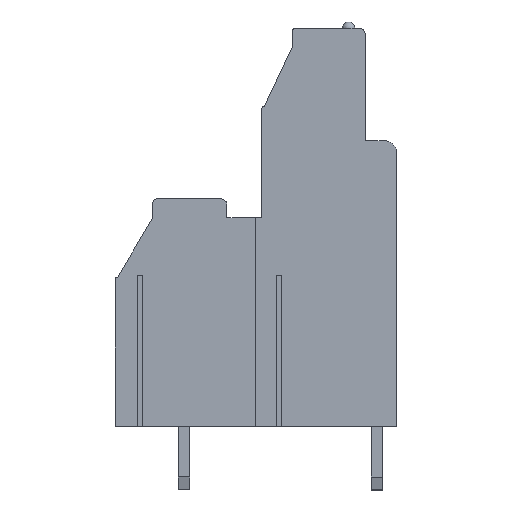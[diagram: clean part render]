
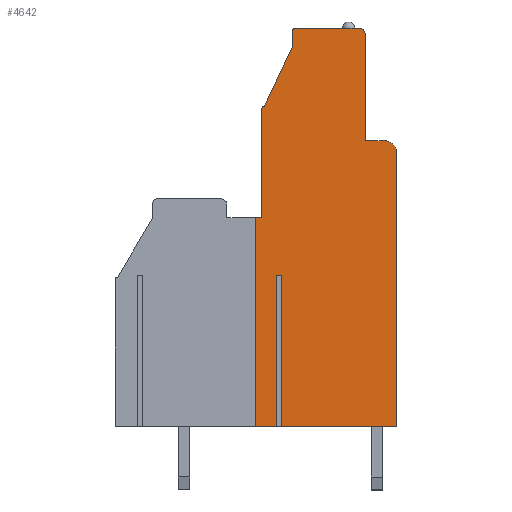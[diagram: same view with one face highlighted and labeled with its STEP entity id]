
A CAD part, top view. The second image highlights one B-rep face of the part: STEP entity #4642.
In plain terms, the highlighted planar face has unit normal (0, 0, 1).
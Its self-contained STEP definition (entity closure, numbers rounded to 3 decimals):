
#13=DIRECTION('',(0.,-1.,0.));
#14=VECTOR('',#13,8.6);
#15=CARTESIAN_POINT('',(-5.15,8.6,17.78));
#16=LINE('',#15,#14);
#17=CARTESIAN_POINT('',(-4.95,8.6,17.78));
#18=DIRECTION('',(0.,0.,1.));
#19=DIRECTION('',(0.,1.,0.));
#20=AXIS2_PLACEMENT_3D('',#17,#18,#19);
#22=DIRECTION('',(-0.424,-0.906,0.));
#23=VECTOR('',#22,5.189);
#24=CARTESIAN_POINT('',(-2.75,13.5,17.78));
#25=LINE('',#24,#23);
#26=DIRECTION('',(0.,-1.,0.));
#27=VECTOR('',#26,1.2);
#28=CARTESIAN_POINT('',(-2.75,14.7,17.78));
#29=LINE('',#28,#27);
#30=CARTESIAN_POINT('',(-2.45,14.7,17.78));
#31=DIRECTION('',(0.,0.,1.));
#32=DIRECTION('',(0.,1.,0.));
#33=AXIS2_PLACEMENT_3D('',#30,#31,#32);
#35=DIRECTION('',(-1.,0.,0.));
#36=VECTOR('',#35,5.);
#37=CARTESIAN_POINT('',(2.55,15.,17.78));
#38=LINE('',#37,#36);
#39=CARTESIAN_POINT('',(2.55,14.5,17.78));
#40=DIRECTION('',(0.,0.,1.));
#41=DIRECTION('',(1.,0.,0.));
#42=AXIS2_PLACEMENT_3D('',#39,#40,#41);
#44=DIRECTION('',(0.,1.,0.));
#45=VECTOR('',#44,8.4);
#46=CARTESIAN_POINT('',(3.05,6.1,17.78));
#47=LINE('',#46,#45);
#48=DIRECTION('',(-1.,0.,0.));
#49=VECTOR('',#48,1.5);
#50=CARTESIAN_POINT('',(4.55,6.1,17.78));
#51=LINE('',#50,#49);
#52=CARTESIAN_POINT('',(4.55,5.1,17.78));
#53=DIRECTION('',(0.,0.,1.));
#54=DIRECTION('',(1.,0.,0.));
#55=AXIS2_PLACEMENT_3D('',#52,#53,#54);
#57=DIRECTION('',(0.,1.,0.));
#58=VECTOR('',#57,21.6);
#59=CARTESIAN_POINT('',(5.55,-16.5,17.78));
#60=LINE('',#59,#58);
#61=DIRECTION('',(0.,1.,0.));
#62=VECTOR('',#61,11.95);
#63=CARTESIAN_POINT('',(-3.56,-16.5,17.78));
#64=LINE('',#63,#62);
#65=DIRECTION('',(-1.,0.,0.));
#66=VECTOR('',#65,0.38);
#67=CARTESIAN_POINT('',(-3.56,-4.55,17.78));
#68=LINE('',#67,#66);
#69=DIRECTION('',(0.,1.,0.));
#70=VECTOR('',#69,11.95);
#71=CARTESIAN_POINT('',(-3.94,-16.5,17.78));
#72=LINE('',#71,#70);
#77=DIRECTION('',(0.,-1.,0.));
#78=VECTOR('',#77,16.5);
#79=CARTESIAN_POINT('',(-5.65,0.,17.78));
#80=LINE('',#79,#78);
#174=DIRECTION('',(1.,0.,0.));
#175=VECTOR('',#174,1.71);
#176=CARTESIAN_POINT('',(-5.65,-16.5,17.78));
#177=LINE('',#176,#175);
#200=DIRECTION('',(1.,0.,0.));
#201=VECTOR('',#200,9.11);
#202=CARTESIAN_POINT('',(-3.56,-16.5,17.78));
#203=LINE('',#202,#201);
#600=DIRECTION('',(-1.,0.,0.));
#601=VECTOR('',#600,0.5);
#602=CARTESIAN_POINT('',(-5.15,0.,17.78));
#603=LINE('',#602,#601);
#3551=CARTESIAN_POINT('',(5.55,-16.5,17.78));
#3552=CARTESIAN_POINT('',(5.55,5.1,17.78));
#3553=VERTEX_POINT('',#3551);
#3554=VERTEX_POINT('',#3552);
#3555=CARTESIAN_POINT('',(4.55,6.1,17.78));
#3556=VERTEX_POINT('',#3555);
#3557=CARTESIAN_POINT('',(3.05,6.1,17.78));
#3558=VERTEX_POINT('',#3557);
#3559=CARTESIAN_POINT('',(3.05,14.5,17.78));
#3560=VERTEX_POINT('',#3559);
#3561=CARTESIAN_POINT('',(2.55,15.,17.78));
#3562=VERTEX_POINT('',#3561);
#3563=CARTESIAN_POINT('',(-2.45,15.,17.78));
#3564=VERTEX_POINT('',#3563);
#3565=CARTESIAN_POINT('',(-2.75,14.7,17.78));
#3566=VERTEX_POINT('',#3565);
#3567=CARTESIAN_POINT('',(-2.75,13.5,17.78));
#3568=VERTEX_POINT('',#3567);
#3569=CARTESIAN_POINT('',(-4.95,8.8,17.78));
#3570=VERTEX_POINT('',#3569);
#3571=CARTESIAN_POINT('',(-5.15,8.6,17.78));
#3572=VERTEX_POINT('',#3571);
#3573=CARTESIAN_POINT('',(-5.15,0.,17.78));
#3574=VERTEX_POINT('',#3573);
#3619=CARTESIAN_POINT('',(-3.56,-4.55,17.78));
#3620=CARTESIAN_POINT('',(-3.94,-4.55,17.78));
#3621=VERTEX_POINT('',#3619);
#3622=VERTEX_POINT('',#3620);
#3623=CARTESIAN_POINT('',(-3.94,-16.5,17.78));
#3624=VERTEX_POINT('',#3623);
#3625=CARTESIAN_POINT('',(-3.56,-16.5,17.78));
#3626=VERTEX_POINT('',#3625);
#3781=CARTESIAN_POINT('',(-5.65,-16.5,17.78));
#3783=VERTEX_POINT('',#3781);
#3785=CARTESIAN_POINT('',(-5.65,0.,17.78));
#3786=VERTEX_POINT('',#3785);
#4599=CARTESIAN_POINT('',(0.,0.,17.78));
#4600=DIRECTION('',(0.,0.,1.));
#4601=DIRECTION('',(1.,0.,0.));
#4602=AXIS2_PLACEMENT_3D('',#4599,#4600,#4601);
#4603=PLANE('',#4602);
#4605=ORIENTED_EDGE('',*,*,#4604,.F.);
#4607=ORIENTED_EDGE('',*,*,#4606,.F.);
#4609=ORIENTED_EDGE('',*,*,#4608,.F.);
#4611=ORIENTED_EDGE('',*,*,#4610,.F.);
#4613=ORIENTED_EDGE('',*,*,#4612,.F.);
#4615=ORIENTED_EDGE('',*,*,#4614,.F.);
#4617=ORIENTED_EDGE('',*,*,#4616,.F.);
#4619=ORIENTED_EDGE('',*,*,#4618,.F.);
#4621=ORIENTED_EDGE('',*,*,#4620,.F.);
#4623=ORIENTED_EDGE('',*,*,#4622,.F.);
#4625=ORIENTED_EDGE('',*,*,#4624,.F.);
#4627=ORIENTED_EDGE('',*,*,#4626,.F.);
#4629=ORIENTED_EDGE('',*,*,#4628,.F.);
#4631=ORIENTED_EDGE('',*,*,#4630,.F.);
#4633=ORIENTED_EDGE('',*,*,#4632,.T.);
#4635=ORIENTED_EDGE('',*,*,#4634,.T.);
#4637=ORIENTED_EDGE('',*,*,#4636,.F.);
#4639=ORIENTED_EDGE('',*,*,#4638,.F.);
#4640=EDGE_LOOP('',(#4605,#4607,#4609,#4611,#4613,#4615,#4617,#4619,#4621,#4623,
#4625,#4627,#4629,#4631,#4633,#4635,#4637,#4639));
#4641=FACE_OUTER_BOUND('',#4640,.F.);
#21=CIRCLE('',#20,0.2);
#34=CIRCLE('',#33,0.3);
#43=CIRCLE('',#42,0.5);
#56=CIRCLE('',#55,1.);
#4604=EDGE_CURVE('',#3786,#3783,#80,.T.);
#4606=EDGE_CURVE('',#3574,#3786,#603,.T.);
#4608=EDGE_CURVE('',#3572,#3574,#16,.T.);
#4610=EDGE_CURVE('',#3570,#3572,#21,.T.);
#4612=EDGE_CURVE('',#3568,#3570,#25,.T.);
#4614=EDGE_CURVE('',#3566,#3568,#29,.T.);
#4616=EDGE_CURVE('',#3564,#3566,#34,.T.);
#4618=EDGE_CURVE('',#3562,#3564,#38,.T.);
#4620=EDGE_CURVE('',#3560,#3562,#43,.T.);
#4622=EDGE_CURVE('',#3558,#3560,#47,.T.);
#4624=EDGE_CURVE('',#3556,#3558,#51,.T.);
#4626=EDGE_CURVE('',#3554,#3556,#56,.T.);
#4628=EDGE_CURVE('',#3553,#3554,#60,.T.);
#4630=EDGE_CURVE('',#3626,#3553,#203,.T.);
#4632=EDGE_CURVE('',#3626,#3621,#64,.T.);
#4634=EDGE_CURVE('',#3621,#3622,#68,.T.);
#4636=EDGE_CURVE('',#3624,#3622,#72,.T.);
#4638=EDGE_CURVE('',#3783,#3624,#177,.T.);
#4642=ADVANCED_FACE('',(#4641),#4603,.T.);
